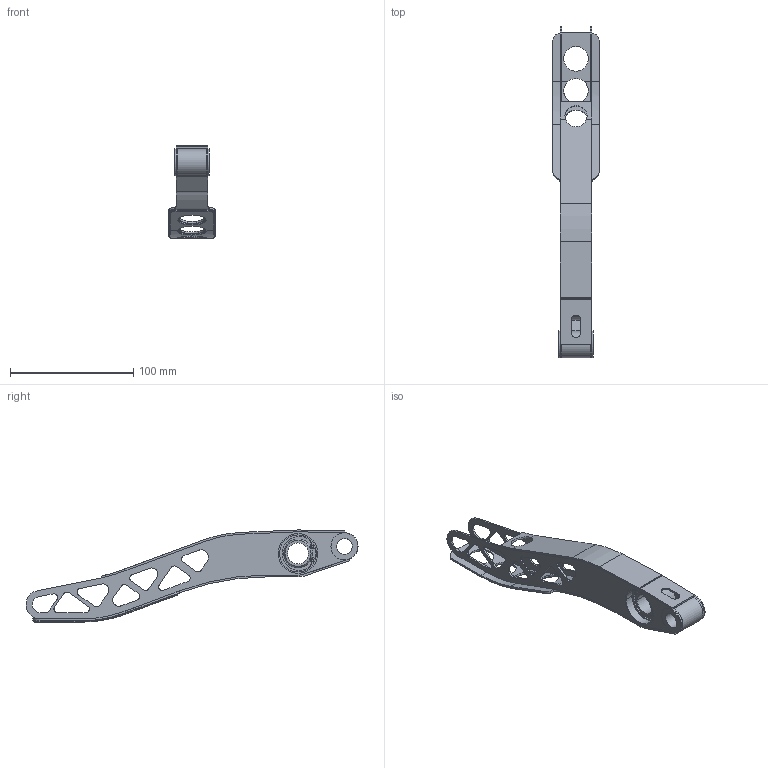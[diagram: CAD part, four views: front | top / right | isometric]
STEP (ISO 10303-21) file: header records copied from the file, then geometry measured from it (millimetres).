
FILE_DESCRIPTION (( 'STEP AP214' ), '1' );
FILE_NAME ('PedalBrake.STEP', '2019-01-26T03:23:57', ( 'pattaya2u' ), ( 'Microsoft' ), 'SwSTEP 2.0', 'SolidWorks 2018', '' );
FILE_SCHEMA (( 'AUTOMOTIVE_DESIGN' ));
Length unit declared in the file: millimetre
Products named in the file (8): basic internal retaining ring_AI_B27.1 - NA2-118; SphericalBearingGE17C; SphericalBeaingRaceGE17C; SphericalBearingBallGE17C; PedalPadBrake; PedalBushing; PedalBrake2_Finished Design; PedalBrake
Assembly tree (9 placements, depth 3):
  PedalBrake
    PedalBrake2_Finished Design
    PedalBushing  x2
    PedalPadBrake
    SphericalBearingGE17C
      SphericalBearingBallGE17C
      SphericalBeaingRaceGE17C
    basic internal retaining ring_AI_B27.1 - NA2-118  x2
Bounding box: 38 x 269.8 x 74.82 mm (x, y, z)
Volume: 56555.3 mm3; surface area: 75926.8 mm2
Topology: 13 solids, 13 shells, 396 faces, 1036 edges, 662 vertices
Faces by surface type: cylinder 208, plane 148, bspline 19, torus 13, sphere 4, cone 4
Entity records: 14989 total; most frequent: CARTESIAN_POINT 4472, DIRECTION 2035, ORIENTED_EDGE 1914, EDGE_CURVE 957, AXIS2_PLACEMENT_3D 773, VERTEX_POINT 610, LINE 489, VECTOR 489
